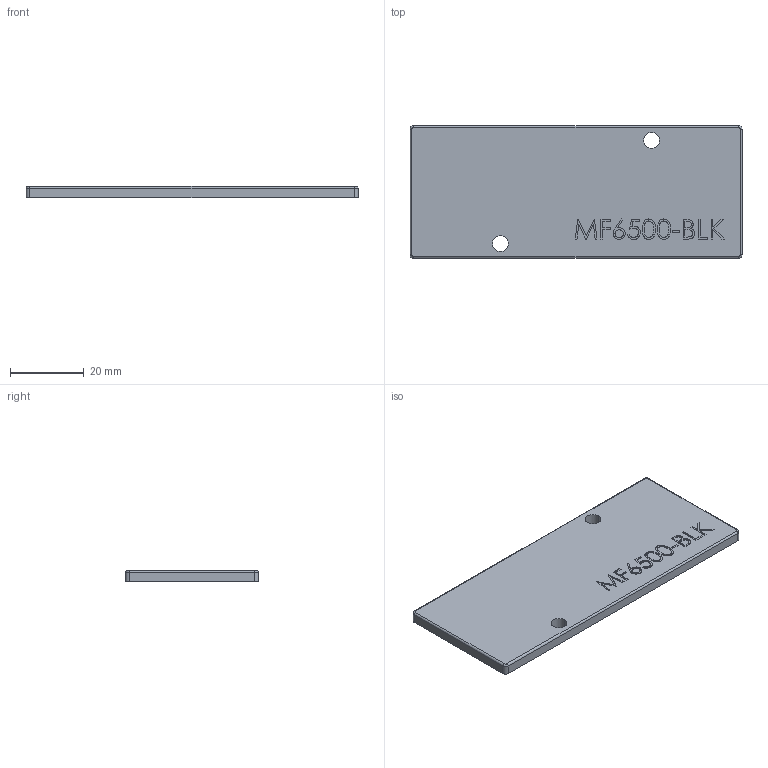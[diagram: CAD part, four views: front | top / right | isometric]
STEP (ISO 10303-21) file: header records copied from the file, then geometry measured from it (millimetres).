
FILE_DESCRIPTION (( 'STEP AP203' ), '1' );
FILE_NAME ('MF6500-BLK 20.04.08.STEP', '2020-04-08T09:48:50', ( 'user' ), ( '' ), 'SwSTEP 2.0', 'SolidWorks 2008', '' );
FILE_SCHEMA (( 'CONFIG_CONTROL_DESIGN' ));
Length unit declared in the file: millimetre
Products named in the file (1): MF6500-BLK 20.04.08
Bounding box: 90 x 36 x 3 mm (x, y, z)
Volume: 9611.2 mm3; surface area: 7221.7 mm2
Topology: 1 solids, 1 shells, 143 faces, 370 edges, 244 vertices
Faces by surface type: plane 83, bspline 44, cylinder 12, torus 4
Entity records: 7269 total; most frequent: CARTESIAN_POINT 3962, ORIENTED_EDGE 740, DIRECTION 510, EDGE_CURVE 370, VECTOR 254, LINE 254, VERTEX_POINT 244, EDGE_LOOP 162
